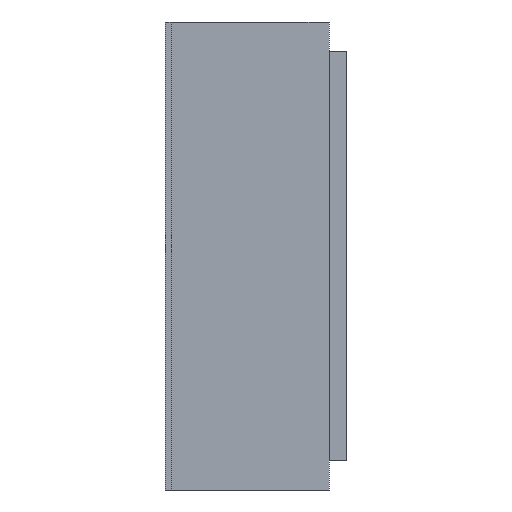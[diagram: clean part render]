
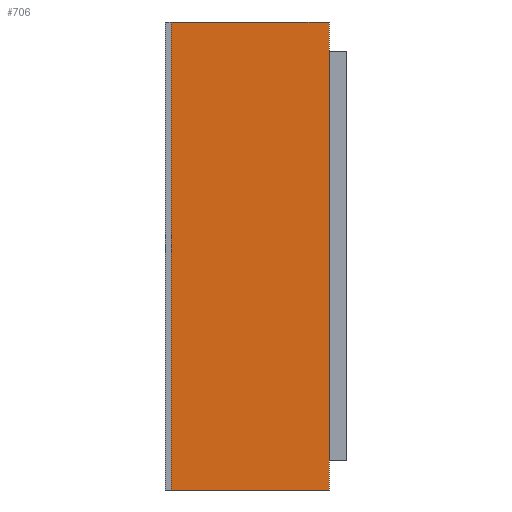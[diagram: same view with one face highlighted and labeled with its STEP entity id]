
A CAD part, left-side view. The second image highlights one B-rep face of the part: STEP entity #706.
In plain terms, the highlighted planar face has unit normal (-1, 0, 0).
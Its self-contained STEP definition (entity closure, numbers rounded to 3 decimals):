
#38 = CARTESIAN_POINT ( 'NONE',  ( -0.8, 0.03, -0.4 ) ) ;
#39 = LINE ( 'NONE', #38, #680 ) ;
#52 = CARTESIAN_POINT ( 'NONE',  ( -0.8, 0.3, 0.4 ) ) ;
#99 = CARTESIAN_POINT ( 'NONE',  ( -0.8, 0.03, 0.4 ) ) ;
#123 = CARTESIAN_POINT ( 'NONE',  ( -0.8, 0.03, 0.4 ) ) ;
#168 = VECTOR ( 'NONE', #566, 1000. ) ;
#186 = LINE ( 'NONE', #763, #327 ) ;
#199 = DIRECTION ( 'NONE',  ( 0., -1., 0. ) ) ;
#252 = LINE ( 'NONE', #258, #508 ) ;
#258 = CARTESIAN_POINT ( 'NONE',  ( -0.8, 0.3, -0.4 ) ) ;
#267 = EDGE_CURVE ( 'NONE', #289, #364, #39, .T. ) ;
#289 = VERTEX_POINT ( 'NONE', #296 ) ;
#296 = CARTESIAN_POINT ( 'NONE',  ( -0.8, 0.3, -0.4 ) ) ;
#301 = ORIENTED_EDGE ( 'NONE', *, *, #267, .T. ) ;
#305 = EDGE_LOOP ( 'NONE', ( #334, #301, #525, #620 ) ) ;
#307 = PLANE ( 'NONE',  #490 ) ;
#327 = VECTOR ( 'NONE', #199, 1000. ) ;
#334 = ORIENTED_EDGE ( 'NONE', *, *, #724, .F. ) ;
#364 = VERTEX_POINT ( 'NONE', #607 ) ;
#381 = DIRECTION ( 'NONE',  ( 0., 0., 1. ) ) ;
#490 = AXIS2_PLACEMENT_3D ( 'NONE', #123, #817, #634 ) ;
#502 = CARTESIAN_POINT ( 'NONE',  ( -0.8, 0.03, 0.4 ) ) ;
#508 = VECTOR ( 'NONE', #381, 1000. ) ;
#525 = ORIENTED_EDGE ( 'NONE', *, *, #606, .F. ) ;
#566 = DIRECTION ( 'NONE',  ( 0., 0., -1. ) ) ;
#606 = EDGE_CURVE ( 'NONE', #609, #364, #811, .T. ) ;
#607 = CARTESIAN_POINT ( 'NONE',  ( -0.8, 0.03, -0.4 ) ) ;
#609 = VERTEX_POINT ( 'NONE', #502 ) ;
#620 = ORIENTED_EDGE ( 'NONE', *, *, #733, .F. ) ;
#634 = DIRECTION ( 'NONE',  ( 0., 0., -1. ) ) ;
#680 = VECTOR ( 'NONE', #751, 1000. ) ;
#688 = VERTEX_POINT ( 'NONE', #52 ) ;
#706 = ADVANCED_FACE ( 'NONE', ( #828 ), #307, .F. ) ;
#724 = EDGE_CURVE ( 'NONE', #289, #688, #252, .T. ) ;
#733 = EDGE_CURVE ( 'NONE', #688, #609, #186, .T. ) ;
#751 = DIRECTION ( 'NONE',  ( 0., -1., 0. ) ) ;
#763 = CARTESIAN_POINT ( 'NONE',  ( -0.8, 0.03, 0.4 ) ) ;
#811 = LINE ( 'NONE', #99, #168 ) ;
#817 = DIRECTION ( 'NONE',  ( 1., 0., 0. ) ) ;
#828 = FACE_OUTER_BOUND ( 'NONE', #305, .T. ) ;
